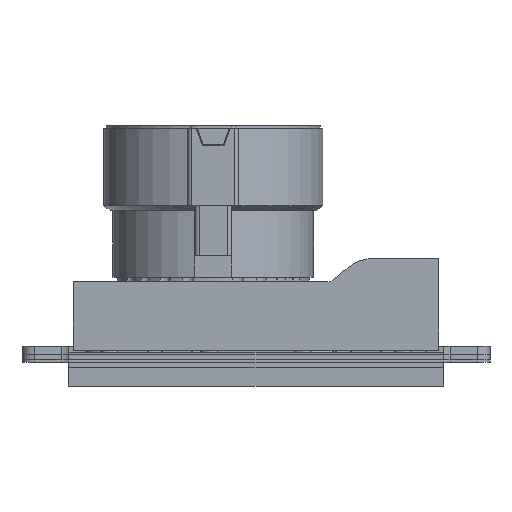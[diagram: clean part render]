
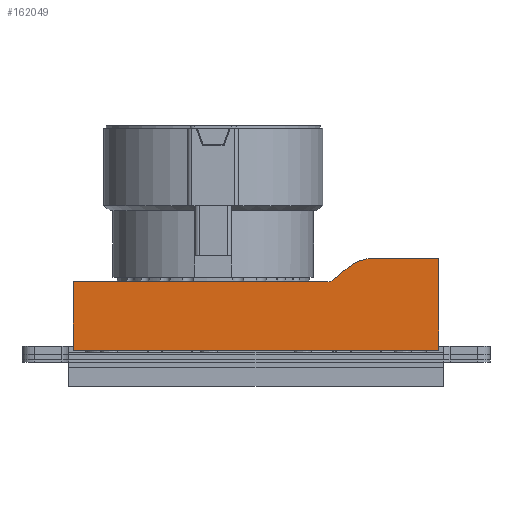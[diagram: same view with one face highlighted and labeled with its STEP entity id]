
A CAD part, front view. The second image highlights one B-rep face of the part: STEP entity #162049.
In plain terms, the highlighted planar face has unit normal (0, -1, 0).
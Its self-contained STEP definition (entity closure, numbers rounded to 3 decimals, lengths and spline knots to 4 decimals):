
#161876=DIRECTION('',(1.,0.,0.));
#161877=VECTOR('',#161876,2.9947);
#161878=CARTESIAN_POINT('',(0.05,0.65,1.231));
#161879=LINE('',#161878,#161877);
#161880=CARTESIAN_POINT('',(3.0447,0.65,1.331));
#161881=DIRECTION('',(0.,-1.,0.));
#161882=DIRECTION('',(0.,0.,-1.));
#161883=AXIS2_PLACEMENT_3D('',#161880,#161881,#161882);
#161885=DIRECTION('',(0.766,0.,0.643));
#161886=VECTOR('',#161885,0.2094);
#161887=CARTESIAN_POINT('',(3.109,0.65,
1.2544));
#161888=LINE('',#161887,#161886);
#161889=CARTESIAN_POINT('',(3.5909,0.65,1.006));
#161890=DIRECTION('',(0.,1.,0.));
#161891=DIRECTION('',(-0.643,0.,0.766));
#161892=AXIS2_PLACEMENT_3D('',#161889,#161890,#161891);
#161894=DIRECTION('',(1.,0.,0.));
#161895=VECTOR('',#161894,0.7591);
#161896=CARTESIAN_POINT('',(3.5909,0.65,1.506));
#161897=LINE('',#161896,#161895);
#161898=DIRECTION('',(0.,0.,1.));
#161899=VECTOR('',#161898,1.08);
#161900=CARTESIAN_POINT('',(4.35,0.65,0.426));
#161901=LINE('',#161900,#161899);
#161944=DIRECTION('',(0.,0.,-1.));
#161945=VECTOR('',#161944,0.805);
#161946=CARTESIAN_POINT('',(0.05,0.65,1.231));
#161947=LINE('',#161946,#161945);
#161956=DIRECTION('',(-1.,0.,0.));
#161957=VECTOR('',#161956,4.3);
#161958=CARTESIAN_POINT('',(4.35,0.65,0.426));
#161959=LINE('',#161958,#161957);
#161972=CARTESIAN_POINT('',(3.109,0.65,
1.2544));
#161973=CARTESIAN_POINT('',(3.2695,0.65,
1.389));
#161974=VERTEX_POINT('',#161972);
#161975=VERTEX_POINT('',#161973);
#161976=CARTESIAN_POINT('',(3.5909,0.65,1.506));
#161977=VERTEX_POINT('',#161976);
#161978=CARTESIAN_POINT('',(4.35,0.65,1.506));
#161979=VERTEX_POINT('',#161978);
#161980=CARTESIAN_POINT('',(0.05,0.65,1.231));
#161981=CARTESIAN_POINT('',(3.0447,0.65,1.231));
#161982=VERTEX_POINT('',#161980);
#161983=VERTEX_POINT('',#161981);
#161996=CARTESIAN_POINT('',(4.35,0.65,0.426));
#161997=CARTESIAN_POINT('',(0.05,0.65,0.426));
#161998=VERTEX_POINT('',#161996);
#161999=VERTEX_POINT('',#161997);
#162027=CARTESIAN_POINT('',(0.05,0.65,0.576));
#162028=DIRECTION('',(0.,-1.,0.));
#162029=DIRECTION('',(1.,0.,0.));
#162030=AXIS2_PLACEMENT_3D('',#162027,#162028,#162029);
#162031=PLANE('',#162030);
#162033=ORIENTED_EDGE('',*,*,#162032,.F.);
#162035=ORIENTED_EDGE('',*,*,#162034,.T.);
#162037=ORIENTED_EDGE('',*,*,#162036,.F.);
#162039=ORIENTED_EDGE('',*,*,#162038,.T.);
#162041=ORIENTED_EDGE('',*,*,#162040,.T.);
#162042=ORIENTED_EDGE('',*,*,#162009,.T.);
#162044=ORIENTED_EDGE('',*,*,#162043,.T.);
#162046=ORIENTED_EDGE('',*,*,#162045,.T.);
#162047=EDGE_LOOP('',(#162033,#162035,#162037,#162039,#162041,#162042,#162044,
#162046));
#162048=FACE_OUTER_BOUND('',#162047,.F.);
#161884=CIRCLE('',#161883,0.1);
#161893=CIRCLE('',#161892,0.5);
#162009=EDGE_CURVE('',#161974,#161975,#161888,.T.);
#162032=EDGE_CURVE('',#161998,#161979,#161901,.T.);
#162034=EDGE_CURVE('',#161998,#161999,#161959,.T.);
#162036=EDGE_CURVE('',#161982,#161999,#161947,.T.);
#162038=EDGE_CURVE('',#161982,#161983,#161879,.T.);
#162040=EDGE_CURVE('',#161983,#161974,#161884,.T.);
#162043=EDGE_CURVE('',#161975,#161977,#161893,.T.);
#162045=EDGE_CURVE('',#161977,#161979,#161897,.T.);
#162049=ADVANCED_FACE('',(#162048),#162031,.T.);
